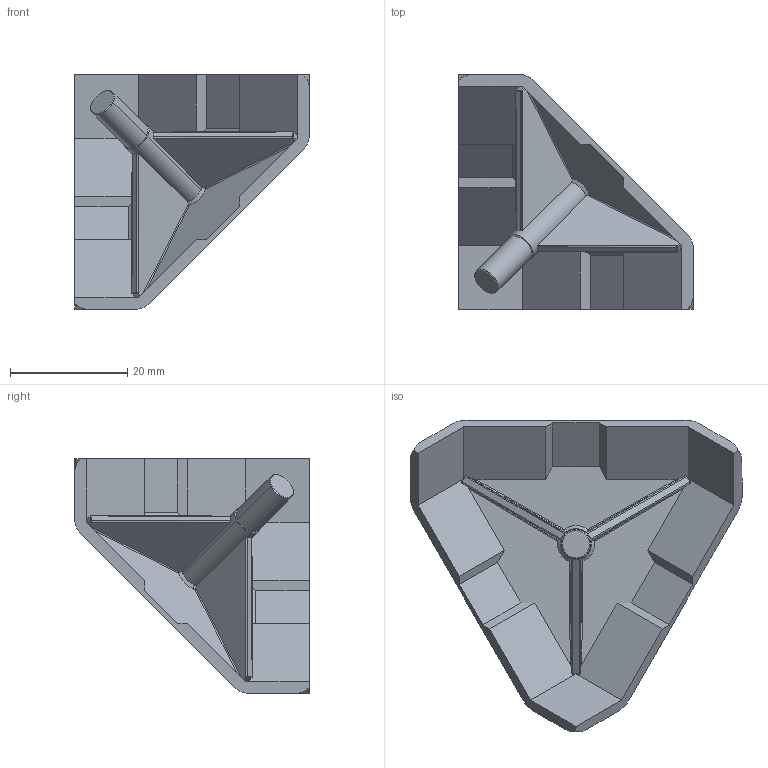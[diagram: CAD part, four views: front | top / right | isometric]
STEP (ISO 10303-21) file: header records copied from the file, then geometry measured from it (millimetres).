
FILE_DESCRIPTION (( 'STEP AP214' ), '1' );
FILE_NAME ('093WEA402C.STEP', '2021-09-16T12:51:41', ( '' ), ( '' ), 'SwSTEP 2.0', 'SolidWorks 2021', '' );
FILE_SCHEMA (( 'AUTOMOTIVE_DESIGN' ));
Length unit declared in the file: millimetre
Products named in the file (1): 093WEA402C
Bounding box: 40 x 40 x 40 mm (x, y, z)
Volume: 5791.9 mm3; surface area: 6392.2 mm2
Topology: 1 solids, 1 shells, 116 faces, 310 edges, 193 vertices
Faces by surface type: plane 47, cylinder 43, sphere 18, cone 8
Entity records: 3578 total; most frequent: CARTESIAN_POINT 808, ORIENTED_EDGE 594, DIRECTION 564, EDGE_CURVE 297, AXIS2_PLACEMENT_3D 198, VERTEX_POINT 185, LINE 168, VECTOR 168
